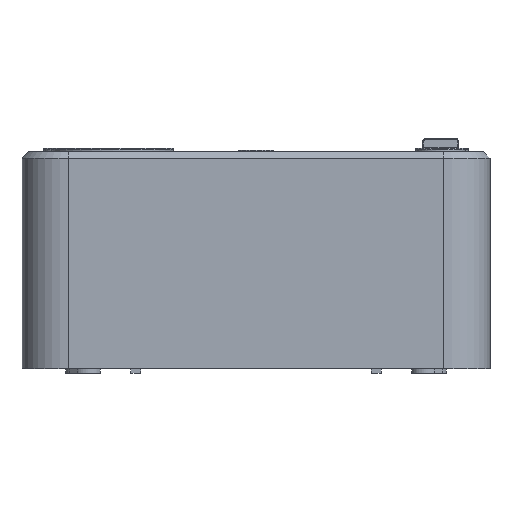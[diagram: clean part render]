
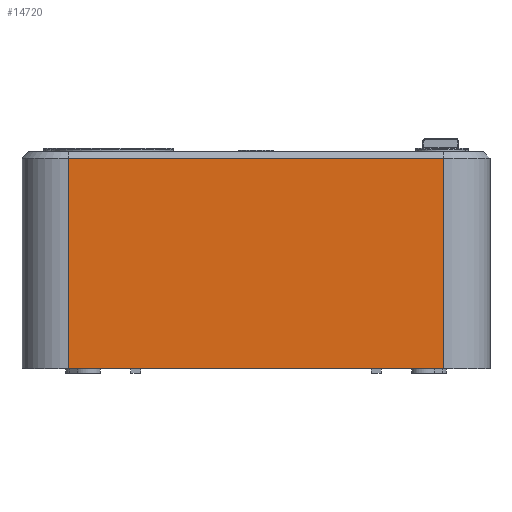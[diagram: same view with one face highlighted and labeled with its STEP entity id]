
A CAD part, front view. The second image highlights one B-rep face of the part: STEP entity #14720.
In plain terms, the highlighted planar face has unit normal (0, -1, 0).
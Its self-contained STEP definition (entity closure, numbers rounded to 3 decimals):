
#54 = LINE ( 'NONE', #2301, #6574 ) ;
#1056 = CARTESIAN_POINT ( 'NONE',  ( -57., -131., 0. ) ) ;
#2141 = VECTOR ( 'NONE', #3635, 1000. ) ;
#2151 = CARTESIAN_POINT ( 'NONE',  ( -57., -131., 63.8 ) ) ;
#2301 = CARTESIAN_POINT ( 'NONE',  ( -57., -131., 63.8 ) ) ;
#2904 = ORIENTED_EDGE ( 'NONE', *, *, #3839, .F. ) ;
#3635 = DIRECTION ( 'NONE',  ( 0., 0., 1. ) ) ;
#3681 = CARTESIAN_POINT ( 'NONE',  ( -57., -131., 63.8 ) ) ;
#3735 = ORIENTED_EDGE ( 'NONE', *, *, #17777, .T. ) ;
#3787 = VECTOR ( 'NONE', #18404, 1000. ) ;
#3839 = EDGE_CURVE ( 'NONE', #17303, #17688, #54, .T. ) ;
#4190 = VERTEX_POINT ( 'NONE', #17233 ) ;
#4443 = EDGE_CURVE ( 'NONE', #17303, #7742, #19648, .T. ) ;
#5330 = DIRECTION ( 'NONE',  ( 0., 0., -1. ) ) ;
#6124 = ORIENTED_EDGE ( 'NONE', *, *, #4443, .T. ) ;
#6570 = ORIENTED_EDGE ( 'NONE', *, *, #13592, .T. ) ;
#6574 = VECTOR ( 'NONE', #19951, 1000. ) ;
#7742 = VERTEX_POINT ( 'NONE', #14333 ) ;
#8179 = CARTESIAN_POINT ( 'NONE',  ( -57., -131., 63.8 ) ) ;
#8644 = DIRECTION ( 'NONE',  ( -1., 0., 0. ) ) ;
#8687 = AXIS2_PLACEMENT_3D ( 'NONE', #8179, #9812, #5330 ) ;
#9812 = DIRECTION ( 'NONE',  ( 0., -1., 0. ) ) ;
#12993 = EDGE_LOOP ( 'NONE', ( #6570, #3735, #2904, #6124 ) ) ;
#13159 = LINE ( 'NONE', #14805, #2141 ) ;
#13592 = EDGE_CURVE ( 'NONE', #7742, #4190, #13159, .T. ) ;
#13804 = CARTESIAN_POINT ( 'NONE',  ( -57., -131., 0. ) ) ;
#14333 = CARTESIAN_POINT ( 'NONE',  ( 57., -131., 0. ) ) ;
#14720 = ADVANCED_FACE ( 'NONE', ( #20704 ), #17834, .T. ) ;
#14805 = CARTESIAN_POINT ( 'NONE',  ( 57., -131., 63.8 ) ) ;
#16035 = LINE ( 'NONE', #3681, #20067 ) ;
#17233 = CARTESIAN_POINT ( 'NONE',  ( 57., -131., 63.8 ) ) ;
#17303 = VERTEX_POINT ( 'NONE', #13804 ) ;
#17688 = VERTEX_POINT ( 'NONE', #2151 ) ;
#17777 = EDGE_CURVE ( 'NONE', #4190, #17688, #16035, .T. ) ;
#17834 = PLANE ( 'NONE',  #8687 ) ;
#18404 = DIRECTION ( 'NONE',  ( 1., 0., 0. ) ) ;
#19648 = LINE ( 'NONE', #1056, #3787 ) ;
#19951 = DIRECTION ( 'NONE',  ( 0., 0., 1. ) ) ;
#20067 = VECTOR ( 'NONE', #8644, 1000. ) ;
#20704 = FACE_OUTER_BOUND ( 'NONE', #12993, .T. ) ;
